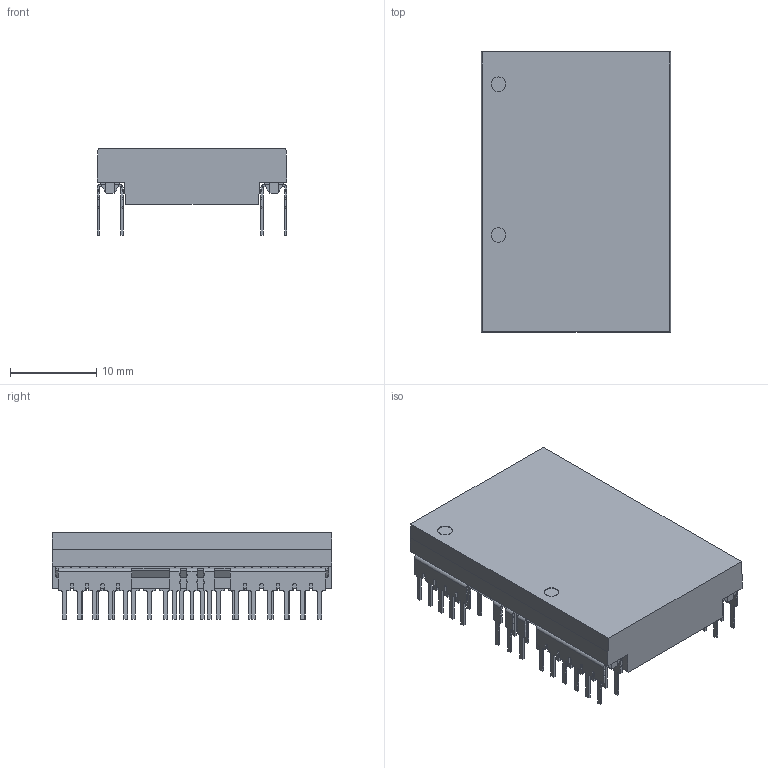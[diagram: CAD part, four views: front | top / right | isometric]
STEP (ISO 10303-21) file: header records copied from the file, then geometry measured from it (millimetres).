
FILE_DESCRIPTION(('FreeCAD Model'),'2;1');
FILE_NAME('36100.step', '2017-02-22T13:52:38',('kicad StepUp'),('ksu MCAD'), 'Open CASCADE STEP processor 6.8','FreeCAD','Unknown');
FILE_SCHEMA(('AUTOMOTIVE_DESIGN_CC2 { 1 2 10303 214 -1 1 5 4 }'));
Length unit declared in the file: millimetre
Products named in the file (1): 36100
Bounding box: 22.01 x 32.5 x 10.02 mm (x, y, z)
Volume: 4283.2 mm3; surface area: 3112.1 mm2
Topology: 1 solids, 1 shells, 1285 faces, 3943 edges, 2614 vertices
Faces by surface type: plane 864, cylinder 421
Entity records: 53077 total; most frequent: ORIENTED_EDGE 7886, CARTESIAN_POINT 7867, DIRECTION 7341, EDGE_CURVE 3943, LINE 3101, VECTOR 3101, VERTEX_POINT 2614, AXIS2_PLACEMENT_3D 2120
